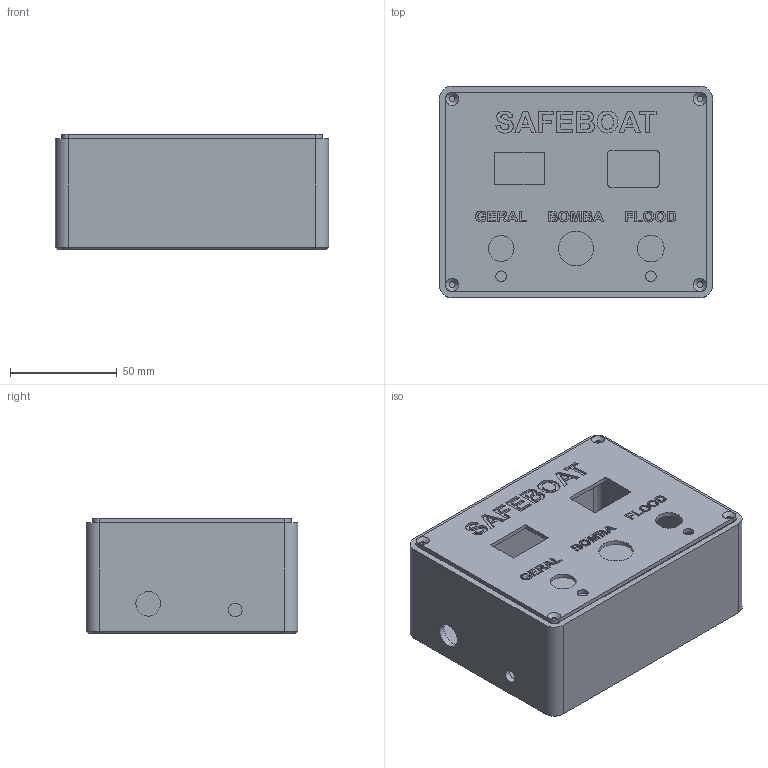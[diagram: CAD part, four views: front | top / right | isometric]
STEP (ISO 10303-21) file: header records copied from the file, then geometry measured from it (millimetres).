
FILE_DESCRIPTION(/* description */ (''),/* implementation_level */ '2;1');
FILE_NAME(/* name */ 'Gabarito Safeboat v5.step',/* time_stamp */ '2024-10-22T14:06:46-03:00',/* author */ (''),/* organization */ (''),/* preprocessor_version */ 'ST-DEVELOPER v20',/* originating_system */ 'Autodesk Translation Framework v13.20.0.188',/* authorisation */ '');
FILE_SCHEMA (('AUTOMOTIVE_DESIGN { 1 0 10303 214 3 1 1 }'));
Length unit declared in the file: millimetre
Products named in the file (1): Gabarito Safeboat
Bounding box: 128.06 x 99.09 x 54 mm (x, y, z)
Volume: 106363.4 mm3; surface area: 92225.7 mm2
Topology: 2 solids, 2 shells, 539 faces, 1448 edges, 950 vertices
Faces by surface type: plane 262, bspline 222, cylinder 35, cone 20
Full cylindrical faces by diameter (mm): 2.7 x4, 5 x2, 6.3 x1, 11.6 x1, 12.1 x1, 12.5 x1, 16.3 x1
Entity records: 18818 total; most frequent: CARTESIAN_POINT 6728, ORIENTED_EDGE 2896, DIRECTION 1720, EDGE_CURVE 1448, VERTEX_POINT 950, LINE 908, VECTOR 908, EDGE_LOOP 602
